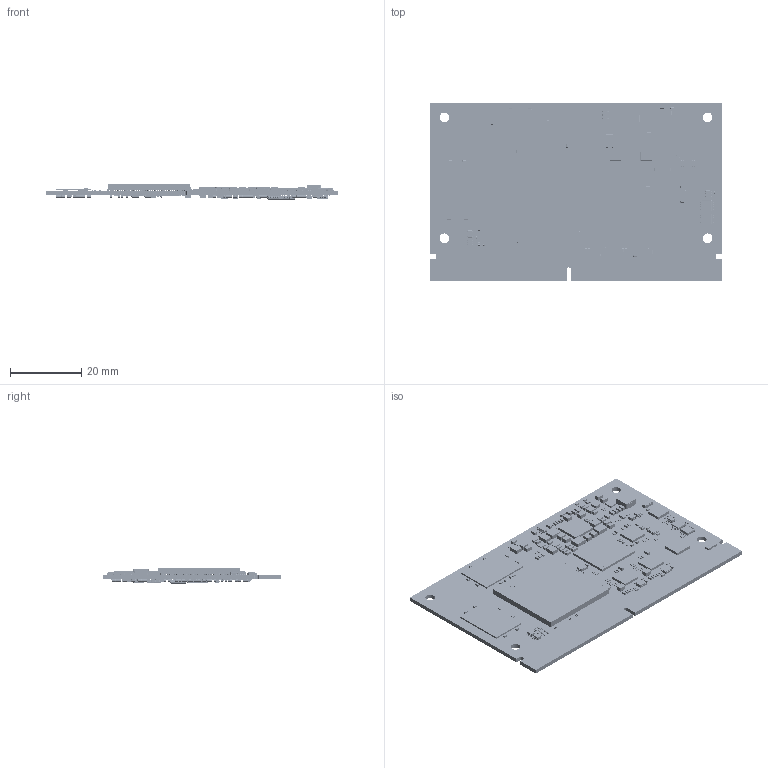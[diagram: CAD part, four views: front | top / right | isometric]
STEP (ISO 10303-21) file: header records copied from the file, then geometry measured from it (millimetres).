
FILE_DESCRIPTION(('Open CASCADE Model'),'2;1');
FILE_NAME('Open CASCADE Shape Model','2024-06-25T07:05:18',('Author'),( 'Open CASCADE'),'Open CASCADE STEP processor 7.5','Open CASCADE 7.5' ,'Unknown');
FILE_SCHEMA(('AUTOMOTIVE_DESIGN { 1 0 10303 214 1 1 1 1 }'));
Length unit declared in the file: millimetre
Products named in the file (848): PCB; Board; Open CASCADE STEP translator 7.5 5.1.1; VT13; User Library-SC-75A; Free-Models2; 422102609; Extruded13; 422105809; Extruded10; 422103249; Extruded15; 422105041; Extruded9; 422104657; Extruded11; 422103633; Extruded8; 422104529; Extruded14; PIN1; Board2; Free-Models3; 422102481; Extruded12; Board3; VD5; 8298941216; Extruded; 8298940976; R91; User Library-d0402h025; R90; R89; R88; R52; R51; R50; R12; R11 ...
Assembly tree (2715 placements, depth 8):
  PCB
    Board
      Open CASCADE STEP translator 7.5 5.1.1
    VT13
      User Library-SC-75A
        Free-Models2
          422102609
            Extruded13
          422105809
            Extruded10
          422103249
            Extruded15
          422105041
            Extruded9
          422104657
            Extruded11
          422103633
            Extruded8
          422104529
            Extruded14
          PIN1  x3
            Board2
            Free-Models3
              422102481
                Extruded12
        Board3
    VD5
      8298941216
        Extruded
      8298940976
        Extruded
    R91
      User Library-d0402h025
    R90
      User Library-d0402h025
    R89
      User Library-d0402h025
    R88
      User Library-d0402h025
    R52
      User Library-d0402h025
    R51
      User Library-d0402h025
    R50
      User Library-d0402h025
    R12
      User Library-d0402h025
    R11
      User Library-d0402h025
    U8
      8297292944
        Extruded
    C71
      6364923952
        Terminal
          Open CASCADE STEP translator 6.8 11.1.1
          Open CASCADE STEP translator 6.8 11.1.2
        Mid_Body
          Open CASCADE STEP translator 6.8 11.2.1
    C70
Bounding box: 82 x 50 x 4.31 mm (x, y, z)
Volume: 6588.2 mm3; surface area: 14493 mm2
Topology: 2397 solids, 2407 shells, 27510 faces, 64554 edges, 36942 vertices
Faces by surface type: plane 13579, cylinder 9262, sphere 2878, bspline 1643, revolution 132, torus 16
Full cylindrical faces by diameter (mm): 0.122 x11, 0.375 x2, 0.4 x7, 0.6 x2, 0.8 x2, 0.875 x1, 1 x1, 2.7 x4, 2.875 x1
Entity records: 106226 total; most frequent: CARTESIAN_POINT 18446, DIRECTION 16147, ORIENTED_EDGE 10817, AXIS2_PLACEMENT_3D 6090, EDGE_CURVE 5412, LINE 3955, VECTOR 3955, PRODUCT_DEFINITION_SHAPE 3563
